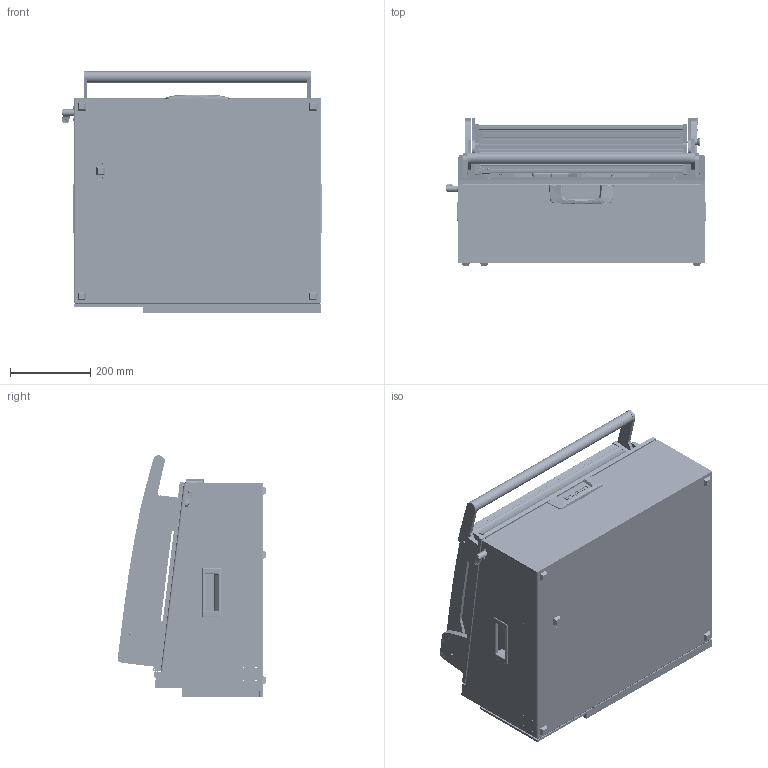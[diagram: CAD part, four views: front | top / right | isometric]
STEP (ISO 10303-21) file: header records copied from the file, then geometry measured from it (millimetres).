
FILE_DESCRIPTION (( 'STEP AP214' ), '1' );
FILE_NAME ('47540~2.STEP', '2022-09-05T13:02:35', ( '' ), ( '' ), 'SwSTEP 2.0', 'SolidWorks 2021', '' );
FILE_SCHEMA (( 'AUTOMOTIVE_DESIGN' ));
Length unit declared in the file: millimetre
Products named in the file (112): DIN125~n_05,3 M05,0 Fase; 55712~0_KUNDE<S>; 30758_01~0_S; 29805~4_geschlossen<S>; 3521~0_Spring Pin ISO 8752 - 3 x 16 - St; 37971~8_S; DIN7991~n_M03,0x020; 109952~0_KUNDE<S>; 40513~4_KUNDE<S>; 109935~0_KUNDE<S>; DIN7991~n_M03,0x016 VA; 37790~9_KUNDE<S>; 30112~0; 40512~8_KUNDE<S>; 30758_02~0_S; 31253~0_S; 31555~4_S; 31443~1; DIN6325~n_04,0m6x016; 47523~0_S; 31666~1_S; 31444~14_KUNDE<S>; ISO7380~n_M05,0x030; 35151~0_S; 49317~0; 114282~1_S; 35649~1_S; 32730~5_S; 48727~1_S; 2720~0; DIN6325~n_04,0m6x014; 32462~0_S; 31442~5_mit Zentrierstifen <S>; 2528~0; ISO7380~n_M04,0x008; 32587~4_S; 53031~0_S; DIN914~n_M04,0x05; 2281~0; 114281~1_S ...
Assembly tree (259 placements, depth 7):
  47540~2
    114279~0_Kunde<S>
      32700~3_KUNDE<S>
        32730~5_S
          32727~9
          30758~0_S  x2
            30758_01~0_S
            30758_02~0_S
            38564~0
          20902~0
          DIN985-A2~n_M05,0  x3
          DIN7991~n_M05,0x012  x2
          32462~0_S
          DIN7991~n_M05,0x016
          8804~0
          DIN125~n_05,3 M05,0 Fase  x2
          20901~0_Abstand 296<Standard>
            20901~0_ohne Schiebeteil<Standard>
            20901_01~0
          31555~4_S
          2720~0  x5
          53032~0_S
          32171~0_S
          29805~4_geschlossen<S>
            110322~4_S
            110705~2_S
            30984~0_S
            110231~1_S
            110443~0_S
            30112~0
            ISO7380~n_M05,0x030
            ISO7380~n_M04,0x008  x2
            DIN914~n_M04,0x05
          35334~0_S
        37790~9_KUNDE<S>
          109771~1_S
            38001~13
            37968~2_S
            37971~8_S
            37972~6_S
            2281~0_180ø<Standard>  x3
              2281~0
            32341~6_S
            53031~0_S
            35649~1_S
            35651~1_S
            31253~0_S
            30955~0_S
            30915~0
            ASR~-a-s-r_拱04,2x07x拌8  x2
            2528~0  x2
            31109~0
            37973~3_S
            38827~0_S
            31666~1_S
            48727~1_S
              48726~2_S
              DIN6325~n_04,0m6x012
              48565~1_S
              DIN912~n_M04,0x020  x2
Bounding box: 647.5 x 369.75 x 601.12 mm (x, y, z)
Volume: 7252770.3 mm3; surface area: 4115636 mm2
Topology: 253 solids, 253 shells, 6361 faces, 15889 edges, 10102 vertices
Faces by surface type: cylinder 2731, plane 2312, cone 871, bspline 234, sphere 108, torus 105
Entity records: 127613 total; most frequent: CARTESIAN_POINT 30102, DIRECTION 19391, ORIENTED_EDGE 17822, EDGE_CURVE 8911, AXIS2_PLACEMENT_3D 7333, VERTEX_POINT 5728, LINE 4725, VECTOR 4725
